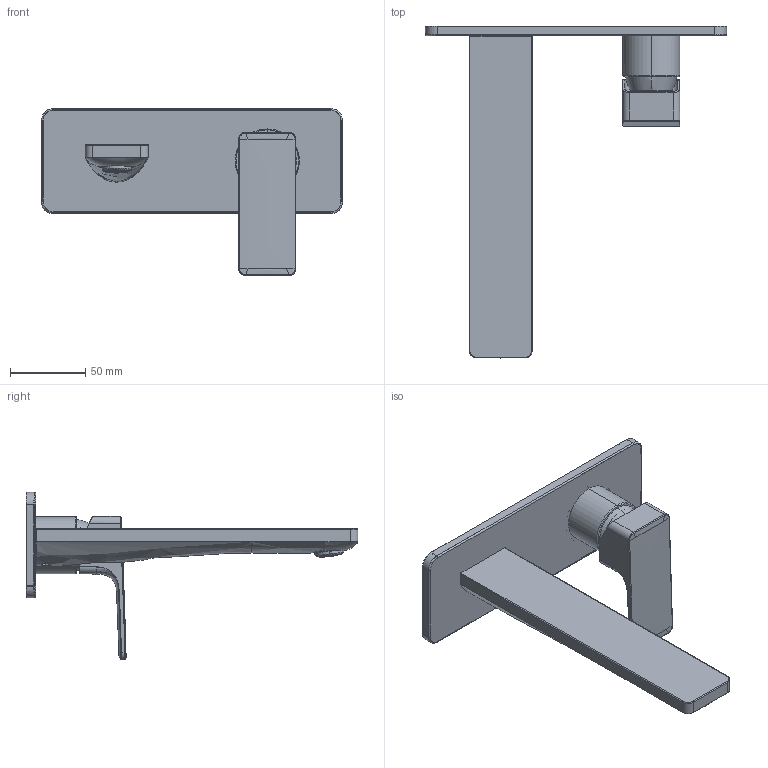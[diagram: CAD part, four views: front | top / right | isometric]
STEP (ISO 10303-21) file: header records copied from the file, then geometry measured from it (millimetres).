
FILE_DESCRIPTION(/* description */ (''),/* implementation_level */ '2;1');
FILE_NAME(/* name */ 'STEP - 168632600.2_2267478, 2267479, 2267480',/* time_stamp */ '2025-08-06T11:39:07+10:00',/* author */ (''),/* organization */ (''),/* preprocessor_version */ 'ST-DEVELOPER v16.5',/* originating_system */ 'Rhino 7.37',/* authorisation */ '');
FILE_SCHEMA (('AUTOMOTIVE_DESIGN'));
Length unit declared in the file: millimetre
Products named in the file (14): Document; 3D drawing-2267478(168632601.2)-Bloc Mk3 W Bsn Bth Mix Set Trim CP 6.
stpLF; 16862601-2_ASM14; 2060249101261; 2080008006016; 206028180126234; 2050508001265; 2020168602261213; 2050118016017; 2020304107268; 2031263124269; 20501064160110; 20310132990111; Block 09
Assembly tree (14 placements, depth 5):
  Document
    3D drawing-2267478(168632601.2)-Bloc Mk3 W Bsn Bth Mix Set Trim CP 6.
stpLF
      16862601-2_ASM14
        2060249101261
        2080008006016
        206028180126234
        2050508001265
        2020168602261213
        2050118016017
        2020304107268
        2031263124269
        20501064160110  x2
        20310132990111
          Block 09
Bounding box: 200 x 220.47 x 111.07 mm (x, y, z)
Volume: 110700.6 mm3; surface area: 111412.1 mm2
Topology: 12 solids, 20 shells, 1559 faces, 4058 edges, 2626 vertices
Faces by surface type: plane 892, bspline 443, cylinder 224
Entity records: 63425 total; most frequent: CARTESIAN_POINT 36476, ORIENTED_EDGE 7976, EDGE_CURVE 4003, B_SPLINE_CURVE_WITH_KNOTS 3410, VERTEX_POINT 2601, EDGE_LOOP 1678, ADVANCED_FACE 1541, FACE_OUTER_BOUND 1541
